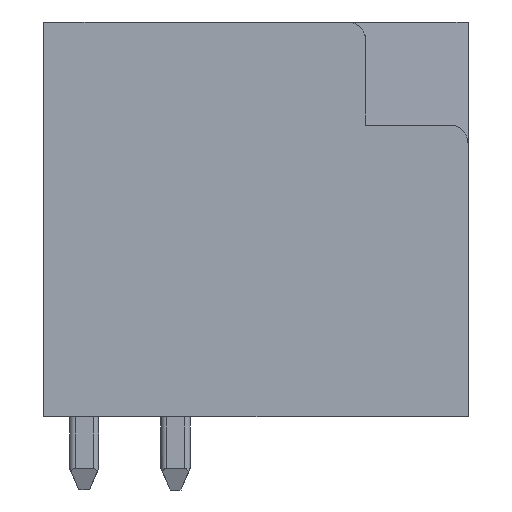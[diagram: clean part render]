
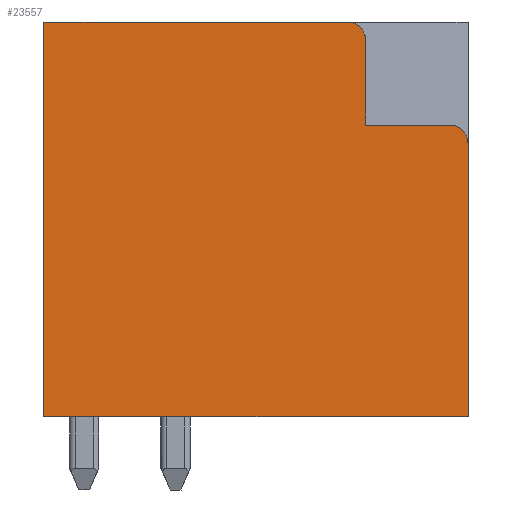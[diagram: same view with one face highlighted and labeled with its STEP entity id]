
A CAD part, left-side view. The second image highlights one B-rep face of the part: STEP entity #23557.
In plain terms, the highlighted planar face has unit normal (-1, 0, 0).
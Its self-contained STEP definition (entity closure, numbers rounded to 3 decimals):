
#618=CIRCLE('',#25146,0.5);
#619=CIRCLE('',#25147,0.5);
#5525=ORIENTED_EDGE('',*,*,#9645,.F.);
#5526=ORIENTED_EDGE('',*,*,#10056,.T.);
#5527=ORIENTED_EDGE('',*,*,#10057,.T.);
#5528=ORIENTED_EDGE('',*,*,#10058,.T.);
#5529=ORIENTED_EDGE('',*,*,#10059,.T.);
#5530=ORIENTED_EDGE('',*,*,#9249,.F.);
#5531=ORIENTED_EDGE('',*,*,#9736,.F.);
#5532=ORIENTED_EDGE('',*,*,#10060,.T.);
#9249=EDGE_CURVE('',#12155,#12156,#14521,.T.);
#9645=EDGE_CURVE('',#12414,#12415,#14895,.T.);
#9736=EDGE_CURVE('',#12486,#12155,#14986,.T.);
#10056=EDGE_CURVE('',#12414,#12637,#618,.F.);
#10057=EDGE_CURVE('',#12637,#12638,#15299,.T.);
#10058=EDGE_CURVE('',#12638,#12639,#15300,.T.);
#10059=EDGE_CURVE('',#12639,#12156,#619,.F.);
#10060=EDGE_CURVE('',#12486,#12415,#15301,.T.);
#12155=VERTEX_POINT('',#35333);
#12156=VERTEX_POINT('',#35335);
#12414=VERTEX_POINT('',#36176);
#12415=VERTEX_POINT('',#36178);
#12486=VERTEX_POINT('',#36348);
#12637=VERTEX_POINT('',#37008);
#12638=VERTEX_POINT('',#37010);
#12639=VERTEX_POINT('',#37012);
#14521=LINE('',#35334,#17417);
#14895=LINE('',#36177,#17791);
#14986=LINE('',#36349,#17882);
#15299=LINE('',#37009,#18195);
#15300=LINE('',#37011,#18196);
#15301=LINE('',#37014,#18197);
#17417=VECTOR('',#28601,1000.);
#17791=VECTOR('',#29235,1000.);
#17882=VECTOR('',#29344,1000.);
#18195=VECTOR('',#30017,1000.);
#18196=VECTOR('',#30018,1000.);
#18197=VECTOR('',#30021,1000.);
#19952=EDGE_LOOP('',(#5525,#5526,#5527,#5528,#5529,#5530,#5531,#5532));
#21304=FACE_BOUND('',#19952,.T.);
#22389=PLANE('',#25145);
#23557=ADVANCED_FACE('',(#21304),#22389,.F.);
#25145=AXIS2_PLACEMENT_3D('',#37006,#30013,#30014);
#25146=AXIS2_PLACEMENT_3D('',#37007,#30015,#30016);
#25147=AXIS2_PLACEMENT_3D('',#37013,#30019,#30020);
#28601=DIRECTION('',(0.,-1.,0.));
#29235=DIRECTION('',(0.,0.,-1.));
#29344=DIRECTION('',(0.,0.,1.));
#30013=DIRECTION('',(1.,0.,0.));
#30014=DIRECTION('',(0.,0.,-1.));
#30015=DIRECTION('',(1.,0.,0.));
#30016=DIRECTION('',(0.,0.,-1.));
#30017=DIRECTION('',(0.,1.,0.));
#30018=DIRECTION('',(0.,0.,1.));
#30019=DIRECTION('',(1.,0.,0.));
#30020=DIRECTION('',(0.,0.,-1.));
#30021=DIRECTION('',(0.,-1.,0.));
#35333=CARTESIAN_POINT('',(-15.75,11.6,10.8));
#35334=CARTESIAN_POINT('',(-15.75,11.6,10.8));
#35335=CARTESIAN_POINT('',(-15.75,3.3,10.8));
#36176=CARTESIAN_POINT('',(-15.75,0.,7.48));
#36177=CARTESIAN_POINT('',(-15.75,0.,10.8));
#36178=CARTESIAN_POINT('',(-15.75,0.,0.));
#36348=CARTESIAN_POINT('',(-15.75,11.6,0.));
#36349=CARTESIAN_POINT('',(-15.75,11.6,0.303));
#37006=CARTESIAN_POINT('',(-15.75,0.,0.));
#37007=CARTESIAN_POINT('',(-15.75,0.5,7.48));
#37008=CARTESIAN_POINT('',(-15.75,0.5,7.98));
#37009=CARTESIAN_POINT('',(-15.75,0.,7.98));
#37010=CARTESIAN_POINT('',(-15.75,2.8,7.98));
#37011=CARTESIAN_POINT('',(-15.75,2.8,7.98));
#37012=CARTESIAN_POINT('',(-15.75,2.8,10.3));
#37013=CARTESIAN_POINT('',(-15.75,3.3,10.3));
#37014=CARTESIAN_POINT('',(-15.75,11.6,0.));
